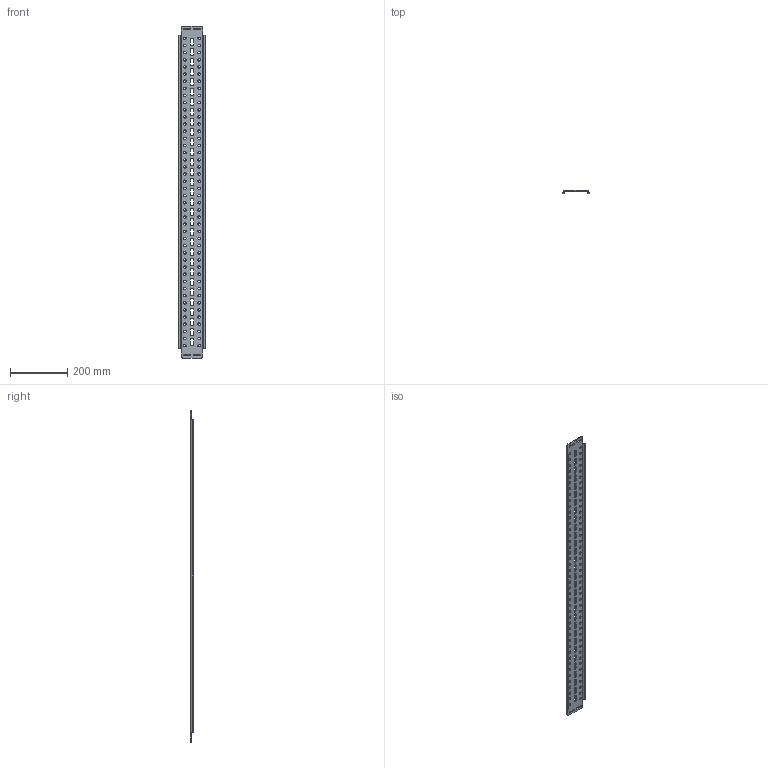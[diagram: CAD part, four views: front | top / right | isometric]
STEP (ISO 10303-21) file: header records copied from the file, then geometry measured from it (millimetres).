
FILE_DESCRIPTION (( 'STEP AP214' ), '1' );
FILE_NAME ('998.020.STEP', '2024-10-01T11:01:55', ( '' ), ( '' ), 'SwSTEP 2.0', 'SolidWorks 2021', '' );
FILE_SCHEMA (( 'AUTOMOTIVE_DESIGN' ));
Length unit declared in the file: millimetre
Products named in the file (1): 998.020
Bounding box: 91 x 12 x 1161 mm (x, y, z)
Volume: 408811.9 mm3; surface area: 233290 mm2
Topology: 1 solids, 1 shells, 377 faces, 1117 edges, 742 vertices
Faces by surface type: cylinder 289, plane 88
Entity records: 13463 total; most frequent: DIRECTION 2443, CARTESIAN_POINT 2285, ORIENTED_EDGE 2234, EDGE_CURVE 1117, AXIS2_PLACEMENT_3D 956, VERTEX_POINT 742, EDGE_LOOP 623, CIRCLE 578
